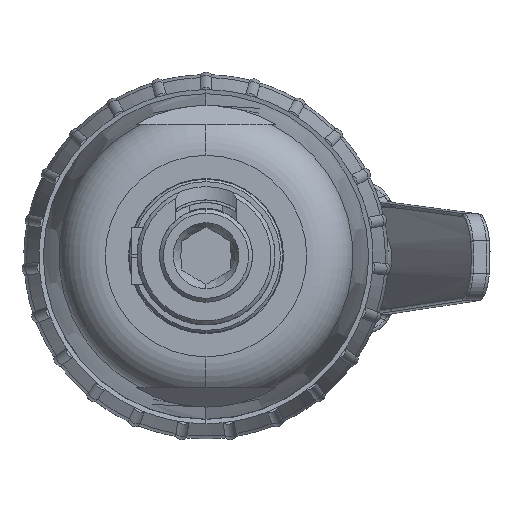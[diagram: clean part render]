
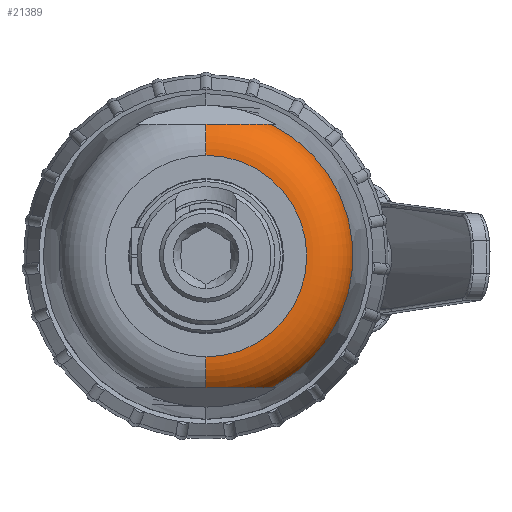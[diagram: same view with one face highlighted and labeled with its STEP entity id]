
A CAD part, top view. The second image highlights one B-rep face of the part: STEP entity #21389.
In plain terms, the highlighted toroidal (fillet/blend) face has major radius 13 mm and minor radius 6 mm.
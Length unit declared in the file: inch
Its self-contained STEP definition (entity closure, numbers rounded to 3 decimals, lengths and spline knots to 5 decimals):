
#8720=CARTESIAN_POINT('',(0.33203,-0.66929,
6.28043));
#8727=CARTESIAN_POINT('',(0.,0.,6.28043));
#8728=DIRECTION('',(0.,0.,1.));
#8729=DIRECTION('',(0.444,-0.896,0.));
#8730=AXIS2_PLACEMENT_3D('',#8727,#8728,#8729);
#8737=CARTESIAN_POINT('',(0.33203,0.66929,
6.28043));
#8768=CARTESIAN_POINT('',(0.,-0.66929,
6.43591));
#8769=CARTESIAN_POINT('',(0.01013,-0.66929,
6.43591));
#8770=CARTESIAN_POINT('',(0.03021,-0.66929,
6.4355));
#8771=CARTESIAN_POINT('',(0.06,-0.66929,
6.43368));
#8772=CARTESIAN_POINT('',(0.08889,-0.66929,
6.43068));
#8773=CARTESIAN_POINT('',(0.11655,-0.66929,
6.42656));
#8774=CARTESIAN_POINT('',(0.1427,-0.66929,
6.42141));
#8775=CARTESIAN_POINT('',(0.16713,-0.66929,
6.41532));
#8776=CARTESIAN_POINT('',(0.18973,-0.66929,
6.40838));
#8777=CARTESIAN_POINT('',(0.21044,-0.66929,
6.40071));
#8778=CARTESIAN_POINT('',(0.22925,-0.66929,
6.39243));
#8779=CARTESIAN_POINT('',(0.24621,-0.66929,
6.38363));
#8780=CARTESIAN_POINT('',(0.26134,-0.66929,
6.37443));
#8781=CARTESIAN_POINT('',(0.2746,-0.66929,
6.36503));
#8782=CARTESIAN_POINT('',(0.28609,-0.66929,
6.35555));
#8783=CARTESIAN_POINT('',(0.29602,-0.66929,
6.34604));
#8784=CARTESIAN_POINT('',(0.30453,-0.66929,
6.33654));
#8785=CARTESIAN_POINT('',(0.31176,-0.66929,
6.32706));
#8786=CARTESIAN_POINT('',(0.31783,-0.66929,
6.31763));
#8787=CARTESIAN_POINT('',(0.32283,-0.66929,
6.30826));
#8788=CARTESIAN_POINT('',(0.32685,-0.66929,
6.29893));
#8789=CARTESIAN_POINT('',(0.32994,-0.66929,
6.28966));
#8790=CARTESIAN_POINT('',(0.33143,-0.66929,
6.2835));
#8791=CARTESIAN_POINT('',(0.33203,-0.66929,
6.28043));
#8793=CARTESIAN_POINT('',(0.,-0.5118,6.25984));
#8794=DIRECTION('',(1.,0.,0.));
#8795=DIRECTION('',(0.,0.,1.));
#8796=AXIS2_PLACEMENT_3D('',#8793,#8794,#8795);
#8798=CARTESIAN_POINT('',(0.33203,0.66929,
6.28043));
#8799=CARTESIAN_POINT('',(0.33143,0.66929,
6.28351));
#8800=CARTESIAN_POINT('',(0.32994,0.66929,
6.28968));
#8801=CARTESIAN_POINT('',(0.32684,0.66929,
6.29896));
#8802=CARTESIAN_POINT('',(0.32281,0.66929,
6.3083));
#8803=CARTESIAN_POINT('',(0.31779,0.66929,
6.31769));
#8804=CARTESIAN_POINT('',(0.31171,0.66929,
6.32714));
#8805=CARTESIAN_POINT('',(0.30445,0.66929,
6.33663));
#8806=CARTESIAN_POINT('',(0.29591,0.66929,
6.34615));
#8807=CARTESIAN_POINT('',(0.28596,0.66929,
6.35567));
#8808=CARTESIAN_POINT('',(0.27442,0.66929,
6.36516));
#8809=CARTESIAN_POINT('',(0.26112,0.66929,
6.37458));
#8810=CARTESIAN_POINT('',(0.24594,0.66929,
6.38378));
#8811=CARTESIAN_POINT('',(0.22894,0.66929,
6.39258));
#8812=CARTESIAN_POINT('',(0.2101,0.66929,
6.40085));
#8813=CARTESIAN_POINT('',(0.18937,0.66929,
6.4085));
#8814=CARTESIAN_POINT('',(0.16677,0.66929,
6.41542));
#8815=CARTESIAN_POINT('',(0.14236,0.66929,
6.42149));
#8816=CARTESIAN_POINT('',(0.11625,0.66929,
6.42662));
#8817=CARTESIAN_POINT('',(0.08864,0.66929,
6.43071));
#8818=CARTESIAN_POINT('',(0.05983,0.66929,
6.43369));
#8819=CARTESIAN_POINT('',(0.03012,0.66929,
6.4355));
#8820=CARTESIAN_POINT('',(0.0101,0.66929,
6.43591));
#8821=CARTESIAN_POINT('',(0.,0.66929,
6.43591));
#8846=CARTESIAN_POINT('',(0.,-0.66929,
6.43591));
#8848=CARTESIAN_POINT('',(0.,0.66929,
6.43591));
#8873=CARTESIAN_POINT('',(0.,0.5118,6.25984));
#8874=DIRECTION('',(-1.,0.,0.));
#8875=DIRECTION('',(0.,0.,1.));
#8876=AXIS2_PLACEMENT_3D('',#8873,#8874,#8875);
#8882=CARTESIAN_POINT('',(0.,0.,6.49606));
#8883=DIRECTION('',(0.,0.,1.));
#8884=DIRECTION('',(0.,-1.,0.));
#8885=AXIS2_PLACEMENT_3D('',#8882,#8883,#8884);
#10692=CARTESIAN_POINT('',(0.,-0.5118,6.49606));
#10693=CARTESIAN_POINT('',(0.,0.5118,6.49606));
#10694=VERTEX_POINT('',#10692);
#10695=VERTEX_POINT('',#10693);
#10700=VERTEX_POINT('',#8737);
#10701=VERTEX_POINT('',#8848);
#10708=VERTEX_POINT('',#8720);
#10709=VERTEX_POINT('',#8846);
#21372=CARTESIAN_POINT('',(0.,0.,6.25984));
#21373=DIRECTION('',(0.,0.,1.));
#21374=DIRECTION('',(-0.006,-1.,0.));
#21375=AXIS2_PLACEMENT_3D('',#21372,#21373,#21374);
#21376=TOROIDAL_SURFACE('',#21375,0.5118,0.23622);
#21377=ORIENTED_EDGE('',*,*,#21334,.F.);
#21379=ORIENTED_EDGE('',*,*,#21378,.F.);
#21381=ORIENTED_EDGE('',*,*,#21380,.T.);
#21383=ORIENTED_EDGE('',*,*,#21382,.T.);
#21385=ORIENTED_EDGE('',*,*,#21384,.F.);
#21386=ORIENTED_EDGE('',*,*,#21359,.F.);
#21387=EDGE_LOOP('',(#21377,#21379,#21381,#21383,#21385,#21386));
#21388=FACE_OUTER_BOUND('',#21387,.F.);
#21389=ADVANCED_FACE('',(#21388),#21376,.T.);
#8731=CIRCLE('',#8730,0.74713);
#8792=B_SPLINE_CURVE_WITH_KNOTS('',3,(#8768,#8769,#8770,#8771,#8772,#8773,#8774,
#8775,#8776,#8777,#8778,#8779,#8780,#8781,#8782,#8783,#8784,#8785,#8786,#8787,
#8788,#8789,#8790,#8791),.UNSPECIFIED.,.F.,.F.,(4,1,1,1,1,1,1,1,1,1,1,1,1,1,1,1,
1,1,1,1,1,4),(0.,0.04762,0.09524,0.14286,
0.19048,0.2381,0.28571,0.33333,
0.38095,0.42857,0.47619,0.52381,
0.57143,0.61905,0.66667,0.71429,
0.7619,0.80952,0.85714,0.90476,
0.95238,1.),.UNSPECIFIED.);
#8797=CIRCLE('',#8796,0.23622);
#8822=B_SPLINE_CURVE_WITH_KNOTS('',3,(#8798,#8799,#8800,#8801,#8802,#8803,#8804,
#8805,#8806,#8807,#8808,#8809,#8810,#8811,#8812,#8813,#8814,#8815,#8816,#8817,
#8818,#8819,#8820,#8821),.UNSPECIFIED.,.F.,.F.,(4,1,1,1,1,1,1,1,1,1,1,1,1,1,1,1,
1,1,1,1,1,4),(0.,0.04762,0.09524,0.14286,
0.19048,0.2381,0.28571,0.33333,
0.38095,0.42857,0.47619,0.52381,
0.57143,0.61905,0.66667,0.71429,
0.7619,0.80952,0.85714,0.90476,
0.95238,1.),.UNSPECIFIED.);
#8877=CIRCLE('',#8876,0.23622);
#8886=CIRCLE('',#8885,0.5118);
#21334=EDGE_CURVE('',#10709,#10708,#8792,.T.);
#21359=EDGE_CURVE('',#10708,#10700,#8731,.T.);
#21378=EDGE_CURVE('',#10694,#10709,#8797,.T.);
#21380=EDGE_CURVE('',#10694,#10695,#8886,.T.);
#21382=EDGE_CURVE('',#10695,#10701,#8877,.T.);
#21384=EDGE_CURVE('',#10700,#10701,#8822,.T.);
